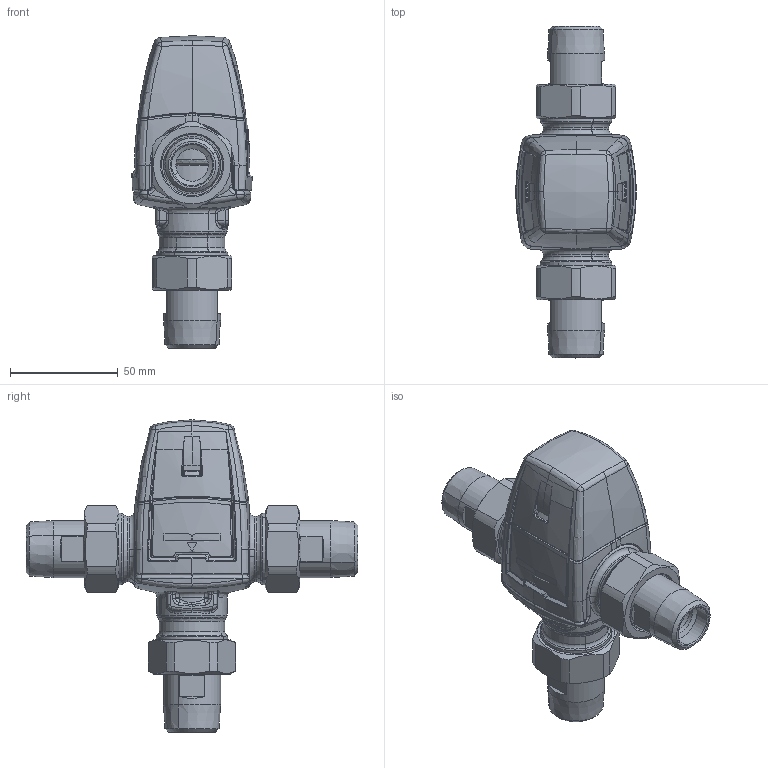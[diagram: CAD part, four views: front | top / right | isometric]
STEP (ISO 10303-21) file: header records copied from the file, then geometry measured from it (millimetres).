
FILE_DESCRIPTION(('CATIA V5 STEP Exchange'),'2;1');
FILE_NAME('VTA552 G1+G3-4_31660800.stp','2014-06-26T07:05:29+00:00',('none'),('none'),'CATIA Version 5 Release 20 SP 6 (IN-10)','CATIA V5 STEP AP203','none');
FILE_SCHEMA(('CONFIG_CONTROL_DESIGN'));
Products named in the file (1): 2742s1_AllCATPart
Bounding box: 55.84 x 154 x 145 mm (x, y, z)
Volume: 200680 mm3; surface area: 85570.3 mm2
Topology: 1 solids, 3 shells, 4996 faces, 13678 edges, 8649 vertices
Faces by surface type: plane 2389, bspline 1137, cylinder 555, torus 373, cone 296, revolution 161, sphere 77, extrusion 8
Entity records: 215253 total; most frequent: CARTESIAN_POINT 111608, ORIENTED_EDGE 27214, EDGE_CURVE 13607, DIRECTION 11879, VERTEX_POINT 8649, B_SPLINE_CURVE_WITH_KNOTS 7862, AXIS2_PLACEMENT_3D 5436, EDGE_LOOP 5146
